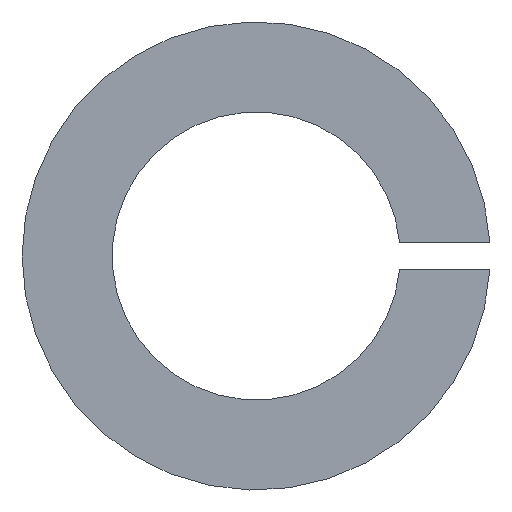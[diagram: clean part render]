
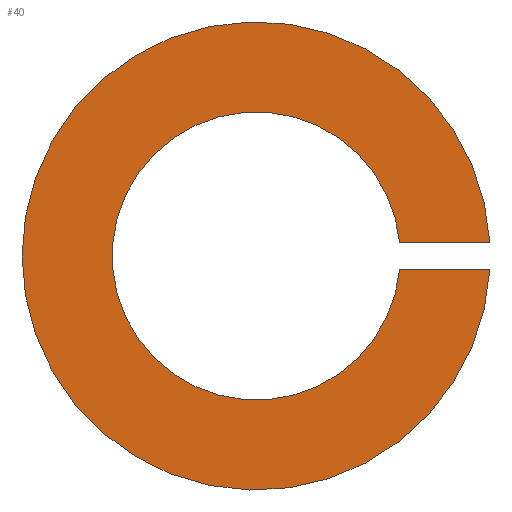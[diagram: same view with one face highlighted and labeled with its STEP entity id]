
A CAD part, front view. The second image highlights one B-rep face of the part: STEP entity #40.
In plain terms, the highlighted planar face has unit normal (0, -1, 0).
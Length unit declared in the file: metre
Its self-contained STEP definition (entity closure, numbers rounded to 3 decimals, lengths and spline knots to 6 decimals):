
#40 = ADVANCED_FACE( '', ( #74 ), #75, .F. );
#74 = FACE_OUTER_BOUND( '', #99, .T. );
#75 = PLANE( '', #100 );
#99 = EDGE_LOOP( '', ( #143, #144, #145, #146 ) );
#100 = AXIS2_PLACEMENT_3D( '', #147, #148, #149 );
#143 = ORIENTED_EDGE( '', *, *, #161, .F. );
#144 = ORIENTED_EDGE( '', *, *, #166, .F. );
#145 = ORIENTED_EDGE( '', *, *, #163, .T. );
#146 = ORIENTED_EDGE( '', *, *, #157, .F. );
#147 = CARTESIAN_POINT( '', ( 0., -0.003, 0. ) );
#148 = DIRECTION( '', ( 0., 1., 0. ) );
#149 = DIRECTION( '', ( 0., 0., 1. ) );
#157 = EDGE_CURVE( '', #178, #180, #181, .T. );
#161 = EDGE_CURVE( '', #184, #178, #186, .T. );
#163 = EDGE_CURVE( '', #188, #180, #189, .T. );
#166 = EDGE_CURVE( '', #188, #184, #192, .T. );
#178 = VERTEX_POINT( '', #206 );
#180 = VERTEX_POINT( '', #209 );
#181 = LINE( '', #210, #211 );
#184 = VERTEX_POINT( '', #215 );
#186 = CIRCLE( '', #218, 0.013 );
#188 = VERTEX_POINT( '', #220 );
#189 = CIRCLE( '', #221, 0.008 );
#192 = LINE( '', #225, #226 );
#206 = CARTESIAN_POINT( '', ( 0.012978, -0.003, 0.00075 ) );
#209 = CARTESIAN_POINT( '', ( 0.007965, -0.003, 0.00075 ) );
#210 = CARTESIAN_POINT( '', ( 0.013, -0.003, 0.00075 ) );
#211 = VECTOR( '', #237, 1. );
#215 = CARTESIAN_POINT( '', ( 0.012978, -0.003, -0.00075 ) );
#218 = AXIS2_PLACEMENT_3D( '', #240, #241, #242 );
#220 = CARTESIAN_POINT( '', ( 0.007965, -0.003, -0.00075 ) );
#221 = AXIS2_PLACEMENT_3D( '', #243, #244, #245 );
#225 = CARTESIAN_POINT( '', ( 0., -0.003, -0.00075 ) );
#226 = VECTOR( '', #247, 1. );
#237 = DIRECTION( '', ( -1., 0., 0. ) );
#240 = CARTESIAN_POINT( '', ( 0., -0.003, 0. ) );
#241 = DIRECTION( '', ( 0., 1., 0. ) );
#242 = DIRECTION( '', ( 1., 0., 0. ) );
#243 = CARTESIAN_POINT( '', ( 0., -0.003, 0. ) );
#244 = DIRECTION( '', ( 0., 1., 0. ) );
#245 = DIRECTION( '', ( 1., 0., 0. ) );
#247 = DIRECTION( '', ( 1., 0., 0. ) );
